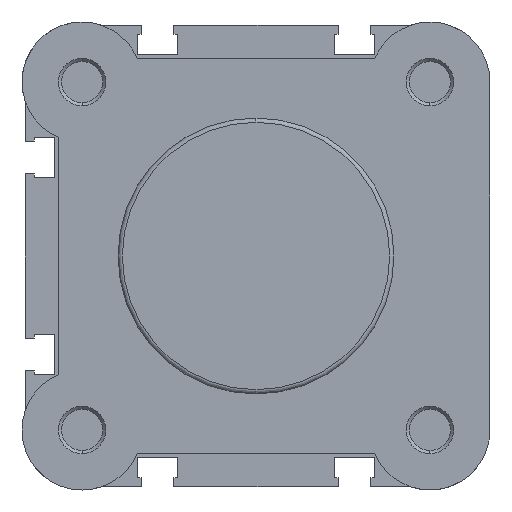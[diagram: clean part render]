
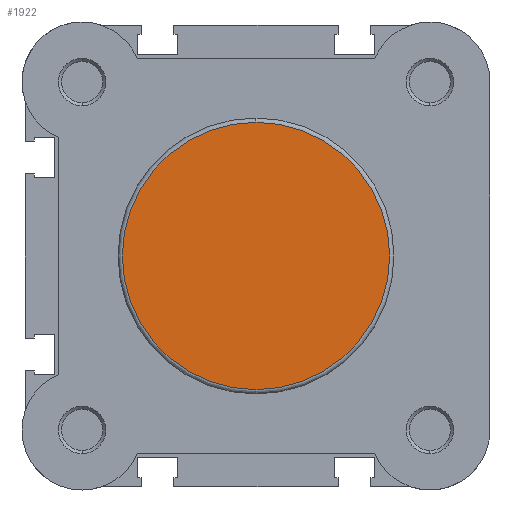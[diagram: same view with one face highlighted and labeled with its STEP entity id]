
A CAD part, left-side view. The second image highlights one B-rep face of the part: STEP entity #1922.
In plain terms, the highlighted planar face has unit normal (-1, 0, 0).
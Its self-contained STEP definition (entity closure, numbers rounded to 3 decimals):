
#192 = ORIENTED_EDGE ( 'NONE', *, *, #2665, .T. ) ;
#193 = ORIENTED_EDGE ( 'NONE', *, *, #3075, .T. ) ;
#490 = EDGE_LOOP ( 'NONE', ( #193, #192 ) ) ;
#755 = FACE_OUTER_BOUND ( 'NONE', #490, .T. ) ;
#1147 = CIRCLE ( 'NONE', #3389, 21.7 ) ;
#1922 = ADVANCED_FACE ( 'NONE', ( #755 ), #3766, .F. ) ;
#2133 = VERTEX_POINT ( 'NONE', #4339 ) ;
#2146 = VERTEX_POINT ( 'NONE', #4352 ) ;
#2665 = EDGE_CURVE ( 'NONE', #2146, #2133, #1147, .T. ) ;
#3075 = EDGE_CURVE ( 'NONE', #2133, #2146, #5376, .T. ) ;
#3233 = AXIS2_PLACEMENT_3D ( 'NONE', #3757, #3780, #3781 ) ;
#3389 = AXIS2_PLACEMENT_3D ( 'NONE', #4472, #4473, #4474 ) ;
#3527 = AXIS2_PLACEMENT_3D ( 'NONE', #6146, #6149, #6150 ) ;
#3757 = CARTESIAN_POINT ( 'NONE',  ( 0., 22.4, 0. ) ) ;
#3766 = PLANE ( 'NONE',  #3233 ) ;
#3780 = DIRECTION ( 'NONE',  ( 1., 0., 0. ) ) ;
#3781 = DIRECTION ( 'NONE',  ( 0., 0., -1. ) ) ;
#4339 = CARTESIAN_POINT ( 'NONE',  ( 0., 0., -21.7 ) ) ;
#4352 = CARTESIAN_POINT ( 'NONE',  ( 0., 0., 21.7 ) ) ;
#4472 = CARTESIAN_POINT ( 'NONE',  ( 0., 0., 0. ) ) ;
#4473 = DIRECTION ( 'NONE',  ( -1., 0., 0. ) ) ;
#4474 = DIRECTION ( 'NONE',  ( 0., 0., -1. ) ) ;
#5376 = CIRCLE ( 'NONE', #3527, 21.7 ) ;
#6146 = CARTESIAN_POINT ( 'NONE',  ( 0., 0., 0. ) ) ;
#6149 = DIRECTION ( 'NONE',  ( -1., 0., 0. ) ) ;
#6150 = DIRECTION ( 'NONE',  ( 0., 0., -1. ) ) ;
